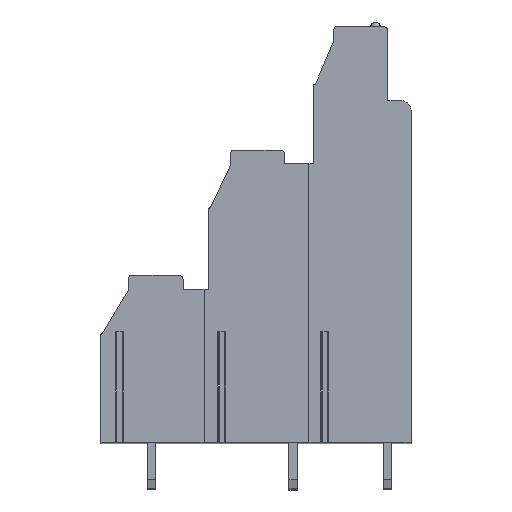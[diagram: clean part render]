
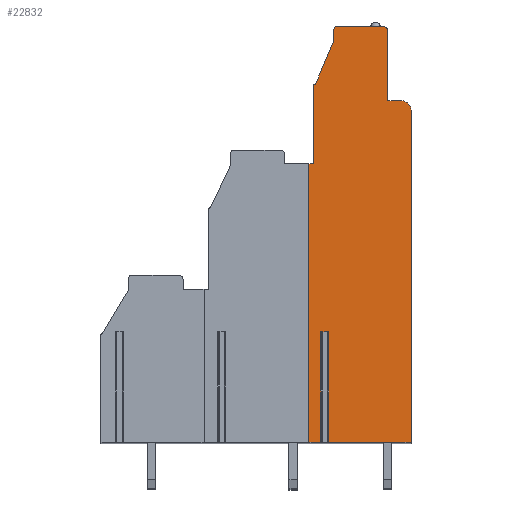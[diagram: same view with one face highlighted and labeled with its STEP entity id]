
A CAD part, top view. The second image highlights one B-rep face of the part: STEP entity #22832.
In plain terms, the highlighted planar face has unit normal (0, 0, 1).
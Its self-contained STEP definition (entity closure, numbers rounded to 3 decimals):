
#891=DIRECTION('',(1.,0.,0.));
#892=VECTOR('',#891,0.856);
#893=CARTESIAN_POINT('',(0.772,-18.05,68.58));
#894=LINE('',#893,#892);
#895=DIRECTION('',(0.,-1.,0.));
#896=VECTOR('',#895,11.95);
#897=CARTESIAN_POINT('',(0.772,-18.05,68.58));
#898=LINE('',#897,#896);
#899=DIRECTION('',(1.,0.,0.));
#900=VECTOR('',#899,1.272);
#901=CARTESIAN_POINT('',(-0.5,-30.,68.58));
#902=LINE('',#901,#900);
#903=DIRECTION('',(0.,1.,0.));
#904=VECTOR('',#903,30.);
#905=CARTESIAN_POINT('',(-0.5,-30.,68.58));
#906=LINE('',#905,#904);
#907=DIRECTION('',(-1.,0.,0.));
#908=VECTOR('',#907,0.5);
#909=CARTESIAN_POINT('',(0.,0.,68.58));
#910=LINE('',#909,#908);
#911=DIRECTION('',(0.,-1.,0.));
#912=VECTOR('',#911,8.4);
#913=CARTESIAN_POINT('',(0.,8.4,68.58));
#914=LINE('',#913,#912);
#915=CARTESIAN_POINT('',(0.2,8.4,68.58));
#916=DIRECTION('',(0.,0.,1.));
#917=DIRECTION('',(0.,1.,0.));
#918=AXIS2_PLACEMENT_3D('',#915,#916,#917);
#920=DIRECTION('',(-0.392,-0.92,0.));
#921=VECTOR('',#920,5.108);
#922=CARTESIAN_POINT('',(2.2,13.3,68.58));
#923=LINE('',#922,#921);
#924=DIRECTION('',(0.,-1.,0.));
#925=VECTOR('',#924,1.2);
#926=CARTESIAN_POINT('',(2.2,14.5,68.58));
#927=LINE('',#926,#925);
#928=CARTESIAN_POINT('',(2.5,14.5,68.58));
#929=DIRECTION('',(0.,0.,1.));
#930=DIRECTION('',(0.,1.,0.));
#931=AXIS2_PLACEMENT_3D('',#928,#929,#930);
#933=DIRECTION('',(-1.,0.,0.));
#934=VECTOR('',#933,5.);
#935=CARTESIAN_POINT('',(7.5,14.8,68.58));
#936=LINE('',#935,#934);
#937=CARTESIAN_POINT('',(7.5,14.3,68.58));
#938=DIRECTION('',(0.,0.,1.));
#939=DIRECTION('',(1.,0.,0.));
#940=AXIS2_PLACEMENT_3D('',#937,#938,#939);
#942=DIRECTION('',(0.,1.,0.));
#943=VECTOR('',#942,7.5);
#944=CARTESIAN_POINT('',(8.,6.8,68.58));
#945=LINE('',#944,#943);
#946=DIRECTION('',(-1.,0.,0.));
#947=VECTOR('',#946,1.5);
#948=CARTESIAN_POINT('',(9.5,6.8,68.58));
#949=LINE('',#948,#947);
#950=CARTESIAN_POINT('',(9.5,5.8,68.58));
#951=DIRECTION('',(0.,0.,1.));
#952=DIRECTION('',(1.,0.,0.));
#953=AXIS2_PLACEMENT_3D('',#950,#951,#952);
#955=DIRECTION('',(0.,1.,0.));
#956=VECTOR('',#955,35.8);
#957=CARTESIAN_POINT('',(10.5,-30.,68.58));
#958=LINE('',#957,#956);
#959=DIRECTION('',(1.,0.,0.));
#960=VECTOR('',#959,8.872);
#961=CARTESIAN_POINT('',(1.628,-30.,68.58));
#962=LINE('',#961,#960);
#963=DIRECTION('',(0.,-1.,0.));
#964=VECTOR('',#963,11.95);
#965=CARTESIAN_POINT('',(1.628,-18.05,68.58));
#966=LINE('',#965,#964);
#17109=CARTESIAN_POINT('',(10.5,-30.,68.58));
#17110=CARTESIAN_POINT('',(10.5,5.8,68.58));
#17111=VERTEX_POINT('',#17109);
#17112=VERTEX_POINT('',#17110);
#17113=CARTESIAN_POINT('',(9.5,6.8,68.58));
#17114=VERTEX_POINT('',#17113);
#17115=CARTESIAN_POINT('',(8.,6.8,68.58));
#17116=VERTEX_POINT('',#17115);
#17117=CARTESIAN_POINT('',(8.,14.3,68.58));
#17118=VERTEX_POINT('',#17117);
#17119=CARTESIAN_POINT('',(7.5,14.8,68.58));
#17120=VERTEX_POINT('',#17119);
#17121=CARTESIAN_POINT('',(2.5,14.8,68.58));
#17122=VERTEX_POINT('',#17121);
#17123=CARTESIAN_POINT('',(2.2,14.5,68.58));
#17124=VERTEX_POINT('',#17123);
#17125=CARTESIAN_POINT('',(2.2,13.3,68.58));
#17126=VERTEX_POINT('',#17125);
#17127=CARTESIAN_POINT('',(0.2,8.6,68.58));
#17128=VERTEX_POINT('',#17127);
#17129=CARTESIAN_POINT('',(0.,8.4,68.58));
#17130=VERTEX_POINT('',#17129);
#17131=CARTESIAN_POINT('',(0.,0.,68.58));
#17132=VERTEX_POINT('',#17131);
#17157=CARTESIAN_POINT('',(-0.5,-30.,68.58));
#17158=CARTESIAN_POINT('',(-0.5,0.,68.58));
#17159=VERTEX_POINT('',#17157);
#17160=VERTEX_POINT('',#17158);
#17217=CARTESIAN_POINT('',(0.772,-18.05,68.58));
#17218=CARTESIAN_POINT('',(1.628,-18.05,68.58));
#17219=VERTEX_POINT('',#17217);
#17220=VERTEX_POINT('',#17218);
#17225=CARTESIAN_POINT('',(0.772,-30.,68.58));
#17226=VERTEX_POINT('',#17225);
#17227=CARTESIAN_POINT('',(1.628,-30.,68.58));
#17228=VERTEX_POINT('',#17227);
#22791=CARTESIAN_POINT('',(0.,0.,68.58));
#22792=DIRECTION('',(0.,0.,1.));
#22793=DIRECTION('',(1.,0.,0.));
#22794=AXIS2_PLACEMENT_3D('',#22791,#22792,#22793);
#22795=PLANE('',#22794);
#22797=ORIENTED_EDGE('',*,*,#22796,.F.);
#22799=ORIENTED_EDGE('',*,*,#22798,.T.);
#22800=ORIENTED_EDGE('',*,*,#22296,.F.);
#22802=ORIENTED_EDGE('',*,*,#22801,.T.);
#22804=ORIENTED_EDGE('',*,*,#22803,.F.);
#22806=ORIENTED_EDGE('',*,*,#22805,.F.);
#22808=ORIENTED_EDGE('',*,*,#22807,.F.);
#22810=ORIENTED_EDGE('',*,*,#22809,.F.);
#22812=ORIENTED_EDGE('',*,*,#22811,.F.);
#22814=ORIENTED_EDGE('',*,*,#22813,.F.);
#22816=ORIENTED_EDGE('',*,*,#22815,.F.);
#22818=ORIENTED_EDGE('',*,*,#22817,.F.);
#22820=ORIENTED_EDGE('',*,*,#22819,.F.);
#22822=ORIENTED_EDGE('',*,*,#22821,.F.);
#22824=ORIENTED_EDGE('',*,*,#22823,.F.);
#22826=ORIENTED_EDGE('',*,*,#22825,.F.);
#22827=ORIENTED_EDGE('',*,*,#22312,.F.);
#22829=ORIENTED_EDGE('',*,*,#22828,.F.);
#22830=EDGE_LOOP('',(#22797,#22799,#22800,#22802,#22804,#22806,#22808,#22810,
#22812,#22814,#22816,#22818,#22820,#22822,#22824,#22826,#22827,#22829));
#22831=FACE_OUTER_BOUND('',#22830,.F.);
#22832=ADVANCED_FACE('',(#22831),#22795,.T.);
#919=CIRCLE('',#918,0.2);
#932=CIRCLE('',#931,0.3);
#941=CIRCLE('',#940,0.5);
#954=CIRCLE('',#953,1.);
#22296=EDGE_CURVE('',#17159,#17226,#902,.T.);
#22312=EDGE_CURVE('',#17228,#17111,#962,.T.);
#22796=EDGE_CURVE('',#17219,#17220,#894,.T.);
#22798=EDGE_CURVE('',#17219,#17226,#898,.T.);
#22801=EDGE_CURVE('',#17159,#17160,#906,.T.);
#22803=EDGE_CURVE('',#17132,#17160,#910,.T.);
#22805=EDGE_CURVE('',#17130,#17132,#914,.T.);
#22807=EDGE_CURVE('',#17128,#17130,#919,.T.);
#22809=EDGE_CURVE('',#17126,#17128,#923,.T.);
#22811=EDGE_CURVE('',#17124,#17126,#927,.T.);
#22813=EDGE_CURVE('',#17122,#17124,#932,.T.);
#22815=EDGE_CURVE('',#17120,#17122,#936,.T.);
#22817=EDGE_CURVE('',#17118,#17120,#941,.T.);
#22819=EDGE_CURVE('',#17116,#17118,#945,.T.);
#22821=EDGE_CURVE('',#17114,#17116,#949,.T.);
#22823=EDGE_CURVE('',#17112,#17114,#954,.T.);
#22825=EDGE_CURVE('',#17111,#17112,#958,.T.);
#22828=EDGE_CURVE('',#17220,#17228,#966,.T.);
